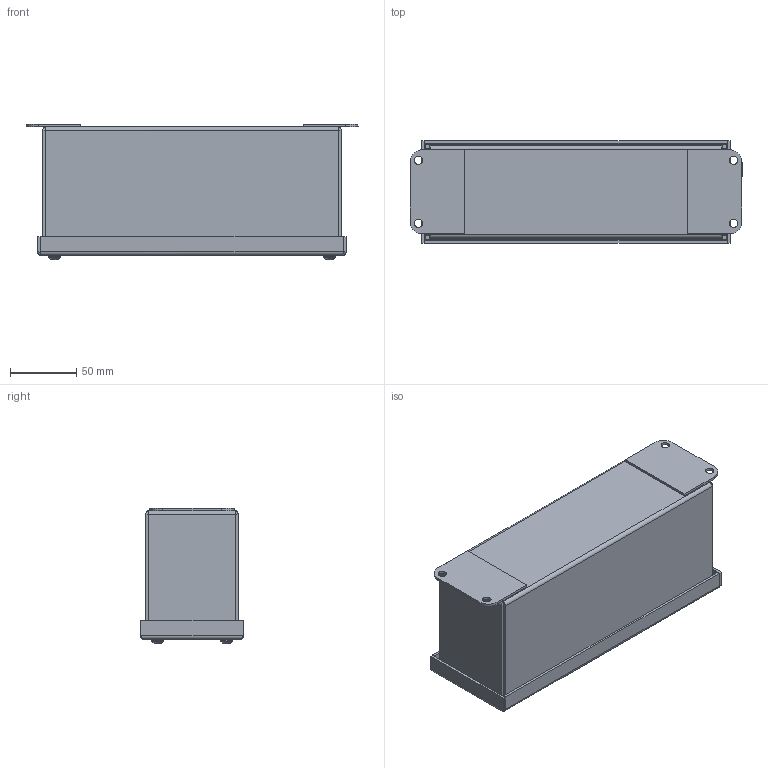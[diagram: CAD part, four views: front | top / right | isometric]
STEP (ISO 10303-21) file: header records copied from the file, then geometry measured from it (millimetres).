
FILE_DESCRIPTION(/* description */ ('8.88X2.75X3.50 TUB'),/* implementation_level */ '2;1');
FILE_NAME(/* name */ 'PBGX4.stp',/* time_stamp */ '2017-01-30T17:11:18+06:00',/* author */ ('mgunasekar'),/* organization */ (''),/* preprocessor_version */ 'ST-DEVELOPER v16.1',/* originating_system */ 'Autodesk Inventor 2016',/* authorisation */ '');
FILE_SCHEMA (('AUTOMOTIVE_DESIGN { 1 0 10303 214 3 1 1 }'));
Length unit declared in the file: inch
Products named in the file (8): PBGX4BKP; 34984; 34817; 38837; PBGX4LID; 39077; 372163; PBGX4
Assembly tree (18 placements, depth 2):
  PBGX4
    PBGX4BKP
    34984  x4
    34817  x2
    38837  x2
    PBGX4LID
    39077  x4
    372163  x4
Bounding box: 250.95 x 77.72 x 102.51 mm (x, y, z)
Volume: 185924 mm3; surface area: 205374.7 mm2
Topology: 18 solids, 18 shells, 524 faces, 1292 edges, 818 vertices
Faces by surface type: plane 302, cylinder 108, cone 66, torus 24, bspline 20, sphere 4
Full cylindrical faces by diameter (mm): 3.962 x4, 4.826 x6, 4.978 x4, 6.299 x4, 6.35 x6, 6.528 x4, 7.061 x4, 7.137 x4, 9.474 x4, 10.312 x4, 11.506 x4
Entity records: 9617 total; most frequent: CARTESIAN_POINT 2416, ORIENTED_EDGE 1382, DIRECTION 1360, EDGE_CURVE 691, LINE 458, VECTOR 458, AXIS2_PLACEMENT_3D 451, VERTEX_POINT 441
